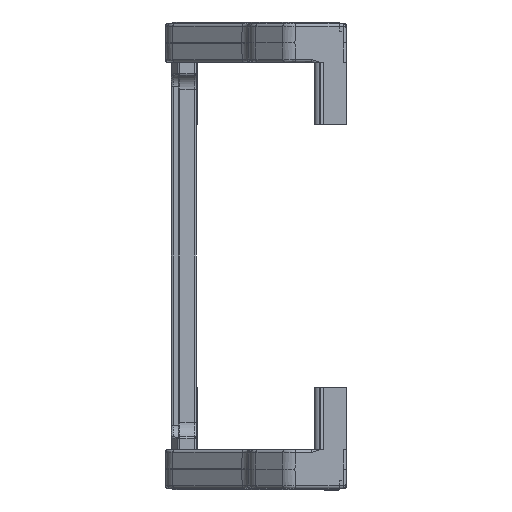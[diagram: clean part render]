
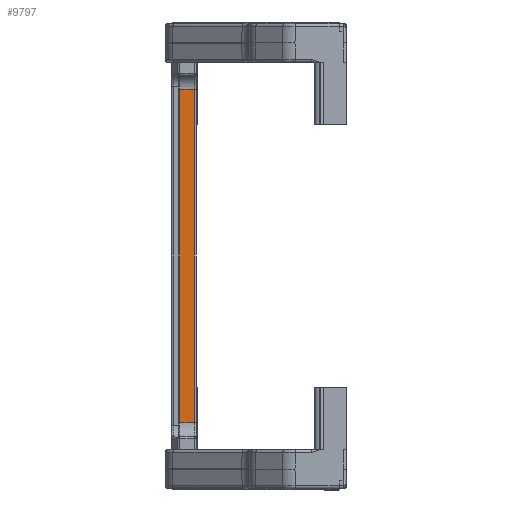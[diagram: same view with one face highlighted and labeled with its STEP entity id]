
A CAD part, left-side view. The second image highlights one B-rep face of the part: STEP entity #9797.
In plain terms, the highlighted planar face has unit normal (-1, 0, 0).
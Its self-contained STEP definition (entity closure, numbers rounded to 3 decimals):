
#824 = VECTOR ( 'NONE', #121764, 1000. ) ;
#4141 = VECTOR ( 'NONE', #62975, 1000. ) ;
#6422 = DIRECTION ( 'NONE',  ( -1., 0., 0. ) ) ;
#6840 = DIRECTION ( 'NONE',  ( 0., 0., 1. ) ) ;
#9797 = ADVANCED_FACE ( 'NONE', ( #96107 ), #110755, .T. ) ;
#10029 = CARTESIAN_POINT ( 'NONE',  ( -229.373, -78.867, 131.861 ) ) ;
#15008 = CARTESIAN_POINT ( 'NONE',  ( -229.373, 19.62, 124.399 ) ) ;
#18263 = VERTEX_POINT ( 'NONE', #62125 ) ;
#19401 = VERTEX_POINT ( 'NONE', #27277 ) ;
#25064 = VECTOR ( 'NONE', #77472, 1000. ) ;
#26702 = LINE ( 'NONE', #92529, #824 ) ;
#27277 = CARTESIAN_POINT ( 'NONE',  ( -229.373, 19.62, 217.717 ) ) ;
#33020 = LINE ( 'NONE', #15008, #4141 ) ;
#40688 = LINE ( 'NONE', #52737, #48268 ) ;
#41615 = AXIS2_PLACEMENT_3D ( 'NONE', #43843, #6422, #6840 ) ;
#43791 = DIRECTION ( 'NONE',  ( 0., 0., 1. ) ) ;
#43843 = CARTESIAN_POINT ( 'NONE',  ( -229.373, -78.867, 124.399 ) ) ;
#47802 = VERTEX_POINT ( 'NONE', #84770 ) ;
#48268 = VECTOR ( 'NONE', #43791, 1000. ) ;
#50882 = LINE ( 'NONE', #10029, #25064 ) ;
#52737 = CARTESIAN_POINT ( 'NONE',  ( -229.373, 15.795, 217.957 ) ) ;
#55351 = EDGE_CURVE ( 'NONE', #85816, #18263, #40688, .T. ) ;
#55725 = EDGE_CURVE ( 'NONE', #19401, #47802, #33020, .T. ) ;
#60016 = ORIENTED_EDGE ( 'NONE', *, *, #113750, .T. ) ;
#62125 = CARTESIAN_POINT ( 'NONE',  ( -229.373, 15.795, 217.717 ) ) ;
#62975 = DIRECTION ( 'NONE',  ( 0., 0., -1. ) ) ;
#77472 = DIRECTION ( 'NONE',  ( 0., 1., 0. ) ) ;
#80741 = EDGE_LOOP ( 'NONE', ( #90744, #122463, #83635, #60016 ) ) ;
#83635 = ORIENTED_EDGE ( 'NONE', *, *, #55351, .T. ) ;
#84770 = CARTESIAN_POINT ( 'NONE',  ( -229.373, 19.62, 131.861 ) ) ;
#85816 = VERTEX_POINT ( 'NONE', #107260 ) ;
#90744 = ORIENTED_EDGE ( 'NONE', *, *, #55725, .T. ) ;
#90892 = EDGE_CURVE ( 'NONE', #85816, #47802, #50882, .T. ) ;
#92529 = CARTESIAN_POINT ( 'NONE',  ( -229.373, -78.867, 217.717 ) ) ;
#96107 = FACE_OUTER_BOUND ( 'NONE', #80741, .T. ) ;
#107260 = CARTESIAN_POINT ( 'NONE',  ( -229.373, 15.795, 131.861 ) ) ;
#110755 = PLANE ( 'NONE',  #41615 ) ;
#113750 = EDGE_CURVE ( 'NONE', #18263, #19401, #26702, .T. ) ;
#121764 = DIRECTION ( 'NONE',  ( 0., 1., 0. ) ) ;
#122463 = ORIENTED_EDGE ( 'NONE', *, *, #90892, .F. ) ;
